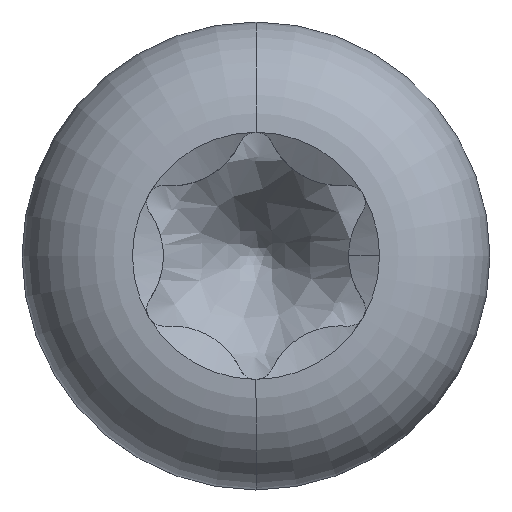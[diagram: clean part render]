
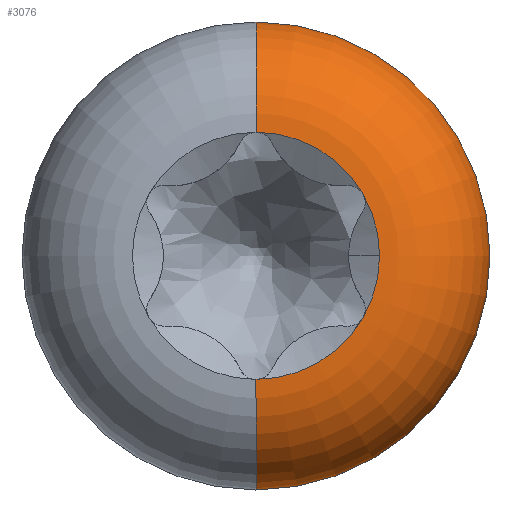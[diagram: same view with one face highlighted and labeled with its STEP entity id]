
A CAD part, top view. The second image highlights one B-rep face of the part: STEP entity #3076.
In plain terms, the highlighted toroidal (fillet/blend) face has major radius 0.597 mm and minor radius 0.533 mm.
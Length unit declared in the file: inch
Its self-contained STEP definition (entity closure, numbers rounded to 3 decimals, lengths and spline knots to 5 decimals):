
#1503 = DIRECTION ( 'NONE',  ( 1., 0., 0. ) ) ;
#1508 = DIRECTION ( 'NONE',  ( 0., 1., 0. ) ) ;
#1544 = CARTESIAN_POINT ( 'NONE',  ( 0., -0.0235, 0.004 ) ) ;
#1699 = ORIENTED_EDGE ( 'NONE', *, *, #3647, .F. ) ;
#1700 = ORIENTED_EDGE ( 'NONE', *, *, #3584, .F. ) ;
#1705 = ORIENTED_EDGE ( 'NONE', *, *, #3494, .T. ) ;
#1734 = ORIENTED_EDGE ( 'NONE', *, *, #3636, .T. ) ;
#1735 = ORIENTED_EDGE ( 'NONE', *, *, #3479, .T. ) ;
#1744 = ORIENTED_EDGE ( 'NONE', *, *, #3605, .T. ) ;
#1754 = ORIENTED_EDGE ( 'NONE', *, *, #3460, .F. ) ;
#1768 = ORIENTED_EDGE ( 'NONE', *, *, #3522, .T. ) ;
#2013 = EDGE_LOOP ( 'NONE', ( #1744, #1768, #1699, #1754, #1700, #1735, #1705, #1734 ) ) ;
#2044 = DIRECTION ( 'NONE',  ( 0., 0., -1. ) ) ;
#2047 = CARTESIAN_POINT ( 'NONE',  ( 0., 0., 0.025 ) ) ;
#2067 = DIRECTION ( 'NONE',  ( 0., 1., 0. ) ) ;
#2133 = FACE_OUTER_BOUND ( 'NONE', #2013, .T. ) ;
#2134 = TOROIDAL_SURFACE ( 'NONE', #3343, 0.0235, 0.021 ) ;
#2220 = CIRCLE ( 'NONE', #2909, 0.0445 ) ;
#2227 = CIRCLE ( 'NONE', #2888, 0.0235 ) ;
#2239 = CIRCLE ( 'NONE', #3038, 0.0235 ) ;
#2257 = CIRCLE ( 'NONE', #3043, 0.021 ) ;
#2298 = CIRCLE ( 'NONE', #3040, 0.021 ) ;
#2310 = CIRCLE ( 'NONE', #3654, 0.0235 ) ;
#2340 = CIRCLE ( 'NONE', #3657, 0.0235 ) ;
#2346 = CIRCLE ( 'NONE', #3658, 0.0445 ) ;
#2888 = AXIS2_PLACEMENT_3D ( 'NONE', #3384, #3377, #3375 ) ;
#2909 = AXIS2_PLACEMENT_3D ( 'NONE', #3463, #3457, #3455 ) ;
#3038 = AXIS2_PLACEMENT_3D ( 'NONE', #3281, #3279, #3287 ) ;
#3040 = AXIS2_PLACEMENT_3D ( 'NONE', #4044, #4041, #4062 ) ;
#3043 = AXIS2_PLACEMENT_3D ( 'NONE', #1544, #1503, #1508 ) ;
#3076 = ADVANCED_FACE ( 'NONE', ( #2133 ), #2134, .T. ) ;
#3279 = DIRECTION ( 'NONE',  ( 0., 0., -1. ) ) ;
#3281 = CARTESIAN_POINT ( 'NONE',  ( 0., 0., 0.025 ) ) ;
#3287 = DIRECTION ( 'NONE',  ( 0., 1., 0. ) ) ;
#3343 = AXIS2_PLACEMENT_3D ( 'NONE', #4625, #4628, #4626 ) ;
#3375 = DIRECTION ( 'NONE',  ( 0., 1., 0. ) ) ;
#3377 = DIRECTION ( 'NONE',  ( 0., 0., -1. ) ) ;
#3384 = CARTESIAN_POINT ( 'NONE',  ( 0., 0., 0.025 ) ) ;
#3455 = DIRECTION ( 'NONE',  ( 0., 1., 0. ) ) ;
#3457 = DIRECTION ( 'NONE',  ( 0., 0., -1. ) ) ;
#3460 = EDGE_CURVE ( 'NONE', #3874, #3853, #2220, .T. ) ;
#3463 = CARTESIAN_POINT ( 'NONE',  ( 0., 0., 0.00425 ) ) ;
#3479 = EDGE_CURVE ( 'NONE', #4897, #3876, #2227, .T. ) ;
#3494 = EDGE_CURVE ( 'NONE', #3876, #4898, #2239, .T. ) ;
#3522 = EDGE_CURVE ( 'NONE', #4899, #4914, #2257, .T. ) ;
#3584 = EDGE_CURVE ( 'NONE', #4897, #3874, #2298, .T. ) ;
#3605 = EDGE_CURVE ( 'NONE', #4882, #4899, #2310, .T. ) ;
#3636 = EDGE_CURVE ( 'NONE', #4898, #4882, #2340, .T. ) ;
#3647 = EDGE_CURVE ( 'NONE', #3853, #4914, #2346, .T. ) ;
#3654 = AXIS2_PLACEMENT_3D ( 'NONE', #2047, #2044, #2067 ) ;
#3657 = AXIS2_PLACEMENT_3D ( 'NONE', #4161, #4160, #4159 ) ;
#3658 = AXIS2_PLACEMENT_3D ( 'NONE', #4335, #4278, #4288 ) ;
#3853 = VERTEX_POINT ( 'NONE', #4558 ) ;
#3874 = VERTEX_POINT ( 'NONE', #4521 ) ;
#3876 = VERTEX_POINT ( 'NONE', #4517 ) ;
#4041 = DIRECTION ( 'NONE',  ( -1., 0., 0. ) ) ;
#4044 = CARTESIAN_POINT ( 'NONE',  ( 0., 0.0235, 0.004 ) ) ;
#4062 = DIRECTION ( 'NONE',  ( 0., 0., 1. ) ) ;
#4159 = DIRECTION ( 'NONE',  ( 0., 1., 0. ) ) ;
#4160 = DIRECTION ( 'NONE',  ( 0., 0., -1. ) ) ;
#4161 = CARTESIAN_POINT ( 'NONE',  ( 0., 0., 0.025 ) ) ;
#4278 = DIRECTION ( 'NONE',  ( 0., 0., -1. ) ) ;
#4288 = DIRECTION ( 'NONE',  ( 0., 1., 0. ) ) ;
#4335 = CARTESIAN_POINT ( 'NONE',  ( 0., 0., 0.00425 ) ) ;
#4492 = CARTESIAN_POINT ( 'NONE',  ( 0., -0.0235, 0.025 ) ) ;
#4493 = CARTESIAN_POINT ( 'NONE',  ( 0., 0.0235, 0.025 ) ) ;
#4509 = CARTESIAN_POINT ( 'NONE',  ( 0.02035, -0.01175, 0.025 ) ) ;
#4514 = CARTESIAN_POINT ( 'NONE',  ( 0., -0.0445, 0.00425 ) ) ;
#4515 = CARTESIAN_POINT ( 'NONE',  ( 0.0235, 0., 0.025 ) ) ;
#4517 = CARTESIAN_POINT ( 'NONE',  ( 0.02035, 0.01175, 0.025 ) ) ;
#4521 = CARTESIAN_POINT ( 'NONE',  ( 0., 0.0445, 0.00425 ) ) ;
#4558 = CARTESIAN_POINT ( 'NONE',  ( 0.0445, 0., 0.00425 ) ) ;
#4625 = CARTESIAN_POINT ( 'NONE',  ( 0., 0., 0.004 ) ) ;
#4626 = DIRECTION ( 'NONE',  ( 0., 1., 0. ) ) ;
#4628 = DIRECTION ( 'NONE',  ( 0., 0., -1. ) ) ;
#4882 = VERTEX_POINT ( 'NONE', #4509 ) ;
#4897 = VERTEX_POINT ( 'NONE', #4493 ) ;
#4898 = VERTEX_POINT ( 'NONE', #4515 ) ;
#4899 = VERTEX_POINT ( 'NONE', #4492 ) ;
#4914 = VERTEX_POINT ( 'NONE', #4514 ) ;
